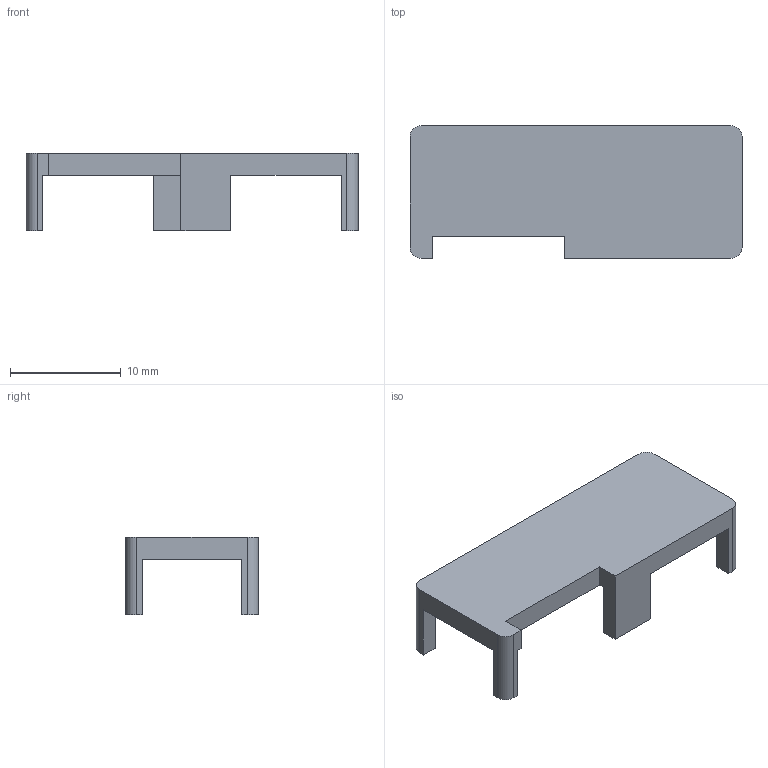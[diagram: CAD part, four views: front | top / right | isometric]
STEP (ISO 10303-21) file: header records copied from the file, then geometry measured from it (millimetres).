
FILE_DESCRIPTION(('FreeCAD Model'),'2;1');
FILE_NAME('Open CASCADE Shape Model','2024-07-22T12:48:36',(''),(''), 'Open CASCADE STEP processor 7.6','FreeCAD','Unknown');
FILE_SCHEMA(('AUTOMOTIVE_DESIGN { 1 0 10303 214 1 1 1 1 }'));
Length unit declared in the file: millimetre
Products named in the file (1): Тіло004
Bounding box: 30 x 12 x 7 mm (x, y, z)
Volume: 797.2 mm3; surface area: 1099.3 mm2
Topology: 1 solids, 1 shells, 41 faces, 103 edges, 64 vertices
Faces by surface type: plane 37, cylinder 4
Entity records: 1215 total; most frequent: CARTESIAN_POINT 209, ORIENTED_EDGE 206, DIRECTION 195, EDGE_CURVE 103, LINE 95, VECTOR 95, VERTEX_POINT 64, AXIS2_PLACEMENT_3D 50
